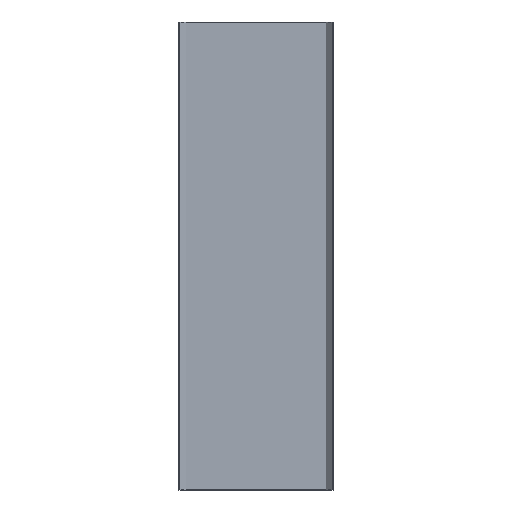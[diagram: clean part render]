
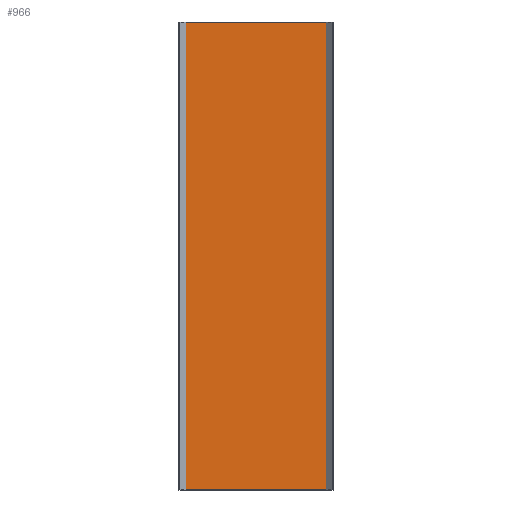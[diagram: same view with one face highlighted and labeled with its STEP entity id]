
A CAD part, top view. The second image highlights one B-rep face of the part: STEP entity #966.
In plain terms, the highlighted planar face has unit normal (0, 0, 1).
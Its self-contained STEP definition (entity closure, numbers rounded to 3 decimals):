
#45=FACE_OUTER_BOUND('',#97,.T.);
#97=EDGE_LOOP('',(#690,#691,#692,#693,#694,#695,#696,#697));
#152=LINE('',#1357,#276);
#205=LINE('',#1467,#329);
#206=LINE('',#1474,#330);
#207=LINE('',#1476,#331);
#208=LINE('',#1477,#332);
#209=LINE('',#1479,#333);
#210=LINE('',#1481,#334);
#211=LINE('',#1482,#335);
#276=VECTOR('',#1108,10.);
#329=VECTOR('',#1181,10.);
#330=VECTOR('',#1188,10.);
#331=VECTOR('',#1189,10.);
#332=VECTOR('',#1190,10.);
#333=VECTOR('',#1191,10.);
#334=VECTOR('',#1192,10.);
#335=VECTOR('',#1193,10.);
#401=VERTEX_POINT('',#1354);
#402=VERTEX_POINT('',#1356);
#445=VERTEX_POINT('',#1456);
#449=VERTEX_POINT('',#1465);
#452=VERTEX_POINT('',#1473);
#453=VERTEX_POINT('',#1475);
#454=VERTEX_POINT('',#1478);
#455=VERTEX_POINT('',#1480);
#490=EDGE_CURVE('',#401,#402,#152,.T.);
#545=EDGE_CURVE('',#449,#445,#205,.T.);
#548=EDGE_CURVE('',#452,#449,#206,.T.);
#549=EDGE_CURVE('',#453,#452,#207,.T.);
#550=EDGE_CURVE('',#453,#402,#208,.T.);
#551=EDGE_CURVE('',#454,#401,#209,.T.);
#552=EDGE_CURVE('',#455,#454,#210,.T.);
#553=EDGE_CURVE('',#455,#445,#211,.T.);
#690=ORIENTED_EDGE('',*,*,#545,.F.);
#691=ORIENTED_EDGE('',*,*,#548,.F.);
#692=ORIENTED_EDGE('',*,*,#549,.F.);
#693=ORIENTED_EDGE('',*,*,#550,.T.);
#694=ORIENTED_EDGE('',*,*,#490,.F.);
#695=ORIENTED_EDGE('',*,*,#551,.F.);
#696=ORIENTED_EDGE('',*,*,#552,.F.);
#697=ORIENTED_EDGE('',*,*,#553,.T.);
#877=PLANE('',#1041);
#966=ADVANCED_FACE('',(#45),#877,.T.);
#1041=AXIS2_PLACEMENT_3D('',#1472,#1186,#1187);
#1108=DIRECTION('',(0.,-1.,0.));
#1181=DIRECTION('',(0.,1.,0.));
#1186=DIRECTION('center_axis',(0.,0.,1.));
#1187=DIRECTION('ref_axis',(1.,0.,0.));
#1188=DIRECTION('',(-1.,0.,0.));
#1189=DIRECTION('',(-1.,0.,0.));
#1190=DIRECTION('',(1.,0.,0.));
#1191=DIRECTION('',(1.,0.,0.));
#1192=DIRECTION('',(1.,0.,0.));
#1193=DIRECTION('',(-1.,0.,0.));
#1354=CARTESIAN_POINT('',(246.369,600.,1.));
#1356=CARTESIAN_POINT('',(246.369,0.,1.));
#1357=CARTESIAN_POINT('',(246.369,300.,1.));
#1456=CARTESIAN_POINT('',(50.631,600.,1.));
#1465=CARTESIAN_POINT('',(50.631,0.,1.));
#1467=CARTESIAN_POINT('',(50.631,300.,1.));
#1472=CARTESIAN_POINT('Origin',(148.5,300.,1.));
#1473=CARTESIAN_POINT('',(51.631,0.,1.));
#1474=CARTESIAN_POINT('',(99.065,0.,1.));
#1475=CARTESIAN_POINT('',(245.369,0.,1.));
#1476=CARTESIAN_POINT('',(0.,0.,1.));
#1477=CARTESIAN_POINT('',(99.065,0.,1.));
#1478=CARTESIAN_POINT('',(245.369,600.,1.));
#1479=CARTESIAN_POINT('',(99.358,600.,1.));
#1480=CARTESIAN_POINT('',(51.631,600.,1.));
#1481=CARTESIAN_POINT('',(297.,600.,1.));
#1482=CARTESIAN_POINT('',(99.358,600.,1.));
